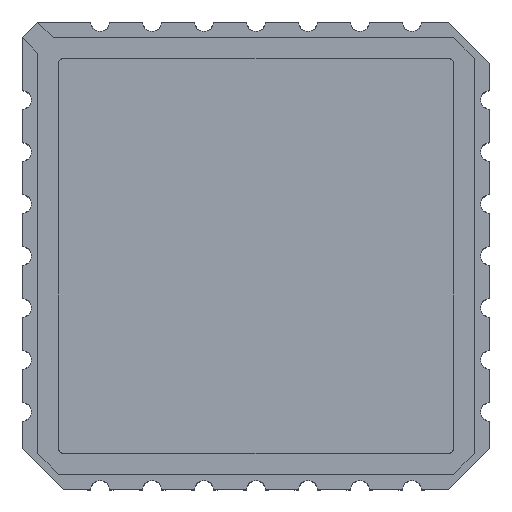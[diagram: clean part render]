
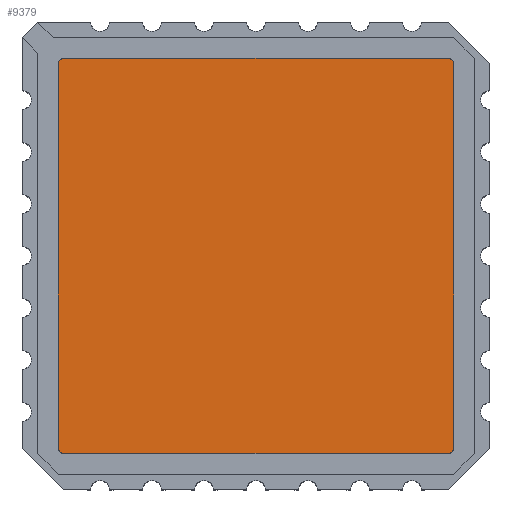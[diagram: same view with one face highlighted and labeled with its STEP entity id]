
A CAD part, top view. The second image highlights one B-rep face of the part: STEP entity #9379.
In plain terms, the highlighted planar face has unit normal (0, 0, 1).
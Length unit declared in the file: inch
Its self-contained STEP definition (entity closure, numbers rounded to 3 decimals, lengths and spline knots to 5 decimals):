
#3230=CARTESIAN_POINT('',(-0.185,0.185,0.0691));
#3231=DIRECTION('',(0.,0.,1.));
#3232=DIRECTION('',(0.,1.,0.));
#3233=AXIS2_PLACEMENT_3D('',#3230,#3231,#3232);
#3238=DIRECTION('',(-1.,0.,0.));
#3239=VECTOR('',#3238,0.37);
#3240=CARTESIAN_POINT('',(0.185,0.19,0.0691));
#3241=LINE('',#3240,#3239);
#3245=CARTESIAN_POINT('',(0.185,0.185,0.0691));
#3246=DIRECTION('',(0.,0.,1.));
#3247=DIRECTION('',(1.,0.,0.));
#3248=AXIS2_PLACEMENT_3D('',#3245,#3246,#3247);
#3253=DIRECTION('',(0.,1.,0.));
#3254=VECTOR('',#3253,0.37);
#3255=CARTESIAN_POINT('',(0.19,-0.185,0.0691));
#3256=LINE('',#3255,#3254);
#3260=CARTESIAN_POINT('',(0.185,-0.185,0.0691));
#3261=DIRECTION('',(0.,0.,1.));
#3262=DIRECTION('',(0.,-1.,0.));
#3263=AXIS2_PLACEMENT_3D('',#3260,#3261,#3262);
#3268=DIRECTION('',(1.,0.,0.));
#3269=VECTOR('',#3268,0.37);
#3270=CARTESIAN_POINT('',(-0.185,-0.19,0.0691));
#3271=LINE('',#3270,#3269);
#3275=CARTESIAN_POINT('',(-0.185,-0.185,0.0691));
#3276=DIRECTION('',(0.,0.,1.));
#3277=DIRECTION('',(-1.,0.,0.));
#3278=AXIS2_PLACEMENT_3D('',#3275,#3276,#3277);
#3283=DIRECTION('',(0.,-1.,0.));
#3284=VECTOR('',#3283,0.37);
#3285=CARTESIAN_POINT('',(-0.19,0.185,0.0691));
#3286=LINE('',#3285,#3284);
#5621=CARTESIAN_POINT('',(-0.185,0.19,0.0691));
#5622=CARTESIAN_POINT('',(-0.19,0.185,0.0691));
#5623=VERTEX_POINT('',#5621);
#5624=VERTEX_POINT('',#5622);
#5625=CARTESIAN_POINT('',(-0.19,-0.185,0.0691));
#5626=VERTEX_POINT('',#5625);
#5627=CARTESIAN_POINT('',(-0.185,-0.19,0.0691));
#5628=VERTEX_POINT('',#5627);
#5629=CARTESIAN_POINT('',(0.185,-0.19,0.0691));
#5630=VERTEX_POINT('',#5629);
#5631=CARTESIAN_POINT('',(0.19,-0.185,0.0691));
#5632=VERTEX_POINT('',#5631);
#5633=CARTESIAN_POINT('',(0.19,0.185,0.0691));
#5634=VERTEX_POINT('',#5633);
#5635=CARTESIAN_POINT('',(0.185,0.19,0.0691));
#5636=VERTEX_POINT('',#5635);
#9364=CARTESIAN_POINT('',(0.,0.,0.0691));
#9365=DIRECTION('',(0.,0.,1.));
#9366=DIRECTION('',(1.,0.,0.));
#9367=AXIS2_PLACEMENT_3D('',#9364,#9365,#9366);
#9368=PLANE('',#9367);
#9369=ORIENTED_EDGE('',*,*,#9164,.F.);
#9370=ORIENTED_EDGE('',*,*,#9191,.F.);
#9371=ORIENTED_EDGE('',*,*,#9217,.F.);
#9372=ORIENTED_EDGE('',*,*,#9243,.F.);
#9373=ORIENTED_EDGE('',*,*,#9269,.F.);
#9374=ORIENTED_EDGE('',*,*,#9295,.F.);
#9375=ORIENTED_EDGE('',*,*,#9321,.F.);
#9376=ORIENTED_EDGE('',*,*,#9346,.F.);
#9377=EDGE_LOOP('',(#9369,#9370,#9371,#9372,#9373,#9374,#9375,#9376));
#9378=FACE_OUTER_BOUND('',#9377,.F.);
#3234=CIRCLE('',#3233,0.005);
#3249=CIRCLE('',#3248,0.005);
#3264=CIRCLE('',#3263,0.005);
#3279=CIRCLE('',#3278,0.005);
#9164=EDGE_CURVE('',#5623,#5624,#3234,.T.);
#9191=EDGE_CURVE('',#5636,#5623,#3241,.T.);
#9217=EDGE_CURVE('',#5634,#5636,#3249,.T.);
#9243=EDGE_CURVE('',#5632,#5634,#3256,.T.);
#9269=EDGE_CURVE('',#5630,#5632,#3264,.T.);
#9295=EDGE_CURVE('',#5628,#5630,#3271,.T.);
#9321=EDGE_CURVE('',#5626,#5628,#3279,.T.);
#9346=EDGE_CURVE('',#5624,#5626,#3286,.T.);
#9379=ADVANCED_FACE('',(#9378),#9368,.T.);
